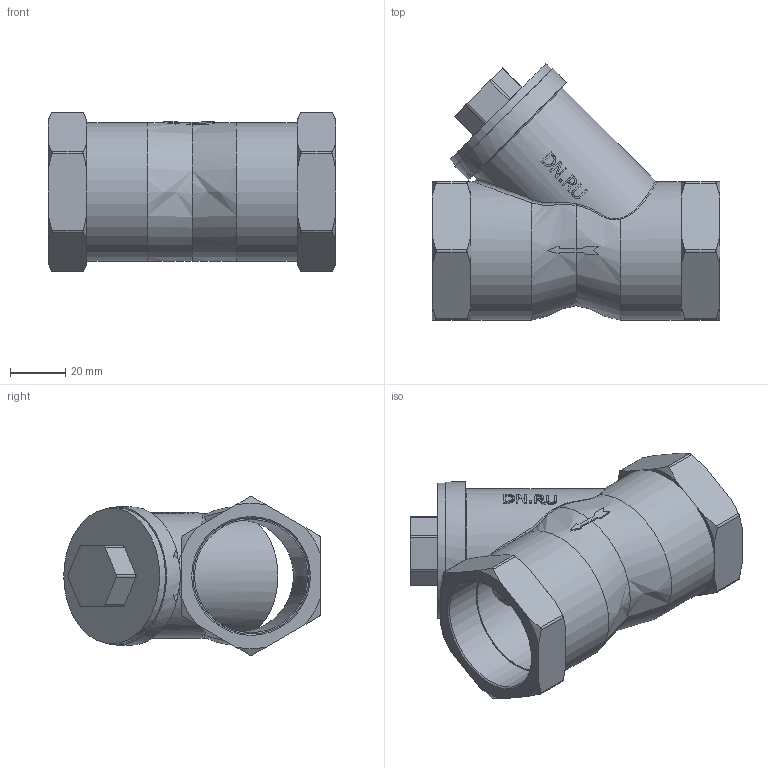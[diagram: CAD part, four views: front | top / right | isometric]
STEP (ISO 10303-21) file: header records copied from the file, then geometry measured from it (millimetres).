
FILE_DESCRIPTION(/* description */ (''),/* implementation_level */ '2;1');
FILE_NAME(/* name */ 'DN32_3D_STEP.stp',/* time_stamp */ '2024-12-23T23:01:23+03:00',/* author */ ('igorr'),/* organization */ (''),/* preprocessor_version */ 'ST-DEVELOPER v20',/* originating_system */ 'Autodesk Inventor 2025',/* authorisation */ '');
FILE_SCHEMA (('AUTOMOTIVE_DESIGN { 1 0 10303 214 3 1 1 }'));
Length unit declared in the file: millimetre
Products named in the file (1): Деталь1
Bounding box: 104 x 92.67 x 57.42 mm (x, y, z)
Volume: 165944.7 mm3; surface area: 39540.8 mm2
Topology: 1 solids, 1 shells, 192 faces, 520 edges, 342 vertices
Faces by surface type: plane 90, bspline 38, cylinder 36, cone 28
Full cylindrical faces by diameter (mm): 40.91 x2, 41.91 x2, 45 x1, 49 x1, 50 x3
Entity records: 8038 total; most frequent: CARTESIAN_POINT 3331, ORIENTED_EDGE 1040, DIRECTION 811, EDGE_CURVE 520, VERTEX_POINT 342, AXIS2_PLACEMENT_3D 321, EDGE_LOOP 206, FACE_OUTER_BOUND 192
